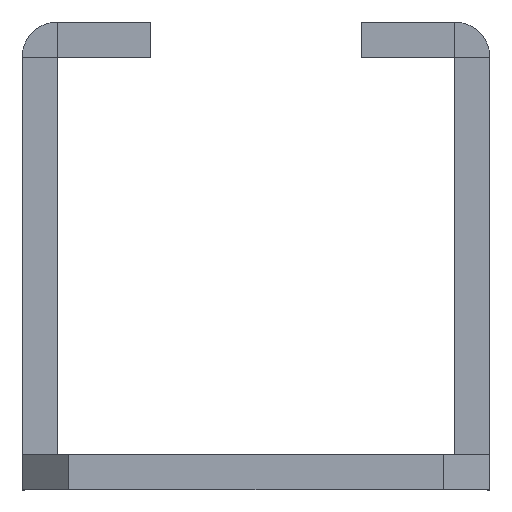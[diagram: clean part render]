
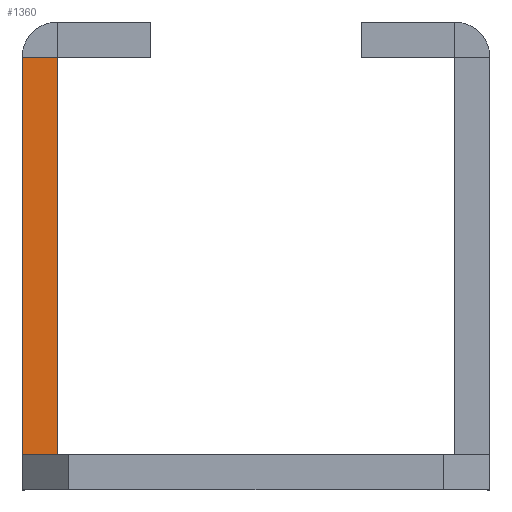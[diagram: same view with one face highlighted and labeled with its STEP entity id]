
A CAD part, left-side view. The second image highlights one B-rep face of the part: STEP entity #1360.
In plain terms, the highlighted planar face has unit normal (-1, 0, 0).
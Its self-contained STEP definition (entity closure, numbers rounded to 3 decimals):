
#185 = EDGE_LOOP ( 'NONE', ( #584, #608, #557, #463 ) ) ;
#463 = ORIENTED_EDGE ( 'NONE', *, *, #625, .T. ) ;
#557 = ORIENTED_EDGE ( 'NONE', *, *, #620, .F. ) ;
#584 = ORIENTED_EDGE ( 'NONE', *, *, #622, .T. ) ;
#608 = ORIENTED_EDGE ( 'NONE', *, *, #618, .F. ) ;
#618 = EDGE_CURVE ( 'NONE', #2648, #2651, #1267, .T. ) ;
#620 = EDGE_CURVE ( 'NONE', #2676, #2648, #1268, .T. ) ;
#622 = EDGE_CURVE ( 'NONE', #2669, #2651, #1234, .T. ) ;
#625 = EDGE_CURVE ( 'NONE', #2676, #2669, #1219, .T. ) ;
#898 = AXIS2_PLACEMENT_3D ( 'NONE', #1945, #1951, #1952 ) ;
#977 = FACE_OUTER_BOUND ( 'NONE', #185, .T. ) ;
#1218 = VECTOR ( 'NONE', #2454, 1000. ) ;
#1219 = LINE ( 'NONE', #2453, #1218 ) ;
#1224 = VECTOR ( 'NONE', #2448, 1000. ) ;
#1234 = LINE ( 'NONE', #2447, #1224 ) ;
#1237 = VECTOR ( 'NONE', #2444, 1000. ) ;
#1255 = VECTOR ( 'NONE', #2440, 1000. ) ;
#1267 = LINE ( 'NONE', #2439, #1255 ) ;
#1268 = LINE ( 'NONE', #2443, #1237 ) ;
#1360 = ADVANCED_FACE ( 'NONE', ( #977 ), #1946, .F. ) ;
#1945 = CARTESIAN_POINT ( 'NONE',  ( -167.5, 10., 18.5 ) ) ;
#1946 = PLANE ( 'NONE',  #898 ) ;
#1951 = DIRECTION ( 'NONE',  ( 1., 0., 0. ) ) ;
#1952 = DIRECTION ( 'NONE',  ( 0., 1., 0. ) ) ;
#1986 = CARTESIAN_POINT ( 'NONE',  ( -167.5, 10., 1.51 ) ) ;
#1988 = CARTESIAN_POINT ( 'NONE',  ( -167.5, 10., 18.49 ) ) ;
#2006 = CARTESIAN_POINT ( 'NONE',  ( -167.5, 8.5, 18.49 ) ) ;
#2013 = CARTESIAN_POINT ( 'NONE',  ( -167.5, 8.5, 1.51 ) ) ;
#2439 = CARTESIAN_POINT ( 'NONE',  ( -167.5, 10., 18.5 ) ) ;
#2440 = DIRECTION ( 'NONE',  ( 0., 0., 1. ) ) ;
#2443 = CARTESIAN_POINT ( 'NONE',  ( -167.5, 8.5, 1.51 ) ) ;
#2444 = DIRECTION ( 'NONE',  ( 0., 1., 0. ) ) ;
#2447 = CARTESIAN_POINT ( 'NONE',  ( -167.5, 8.5, 18.49 ) ) ;
#2448 = DIRECTION ( 'NONE',  ( 0., 1., 0. ) ) ;
#2453 = CARTESIAN_POINT ( 'NONE',  ( -167.5, 8.5, 18.5 ) ) ;
#2454 = DIRECTION ( 'NONE',  ( 0., 0., 1. ) ) ;
#2648 = VERTEX_POINT ( 'NONE', #1986 ) ;
#2651 = VERTEX_POINT ( 'NONE', #1988 ) ;
#2669 = VERTEX_POINT ( 'NONE', #2006 ) ;
#2676 = VERTEX_POINT ( 'NONE', #2013 ) ;
